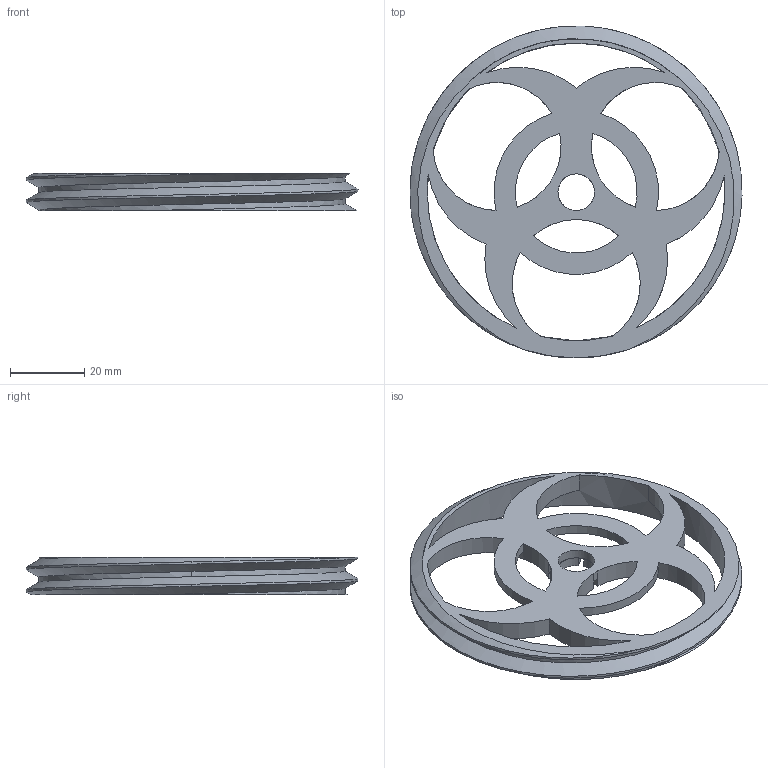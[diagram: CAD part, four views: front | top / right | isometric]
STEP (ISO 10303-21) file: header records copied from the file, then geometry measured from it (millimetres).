
FILE_DESCRIPTION(/* description */ (''),/* implementation_level */ '2;1');
FILE_NAME(/* name */ 'SeriousOne.step',/* time_stamp */ '2020-06-20T21:24:43+02:00',/* author */ (''),/* organization */ (''),/* preprocessor_version */ 'ST-DEVELOPER v18.1',/* originating_system */ 'Autodesk Translation Framework v9.3.0.1241',/* authorisation */ '');
FILE_SCHEMA (('AUTOMOTIVE_DESIGN { 1 0 10303 214 3 1 1 }'));
Length unit declared in the file: millimetre
Products named in the file (1): SeriousOne
Bounding box: 89.21 x 89.19 x 10 mm (x, y, z)
Volume: 15615.5 mm3; surface area: 14743.5 mm2
Topology: 1 solids, 1 shells, 55 faces, 179 edges, 117 vertices
Faces by surface type: cylinder 37, plane 16, bspline 2
Full cylindrical faces by diameter (mm): 80 x1, 82.336 x1, 89.22 x1
Entity records: 3376 total; most frequent: CARTESIAN_POINT 1671, DIRECTION 368, ORIENTED_EDGE 358, EDGE_CURVE 179, AXIS2_PLACEMENT_3D 150, VERTEX_POINT 117, CIRCLE 96, LINE 68
